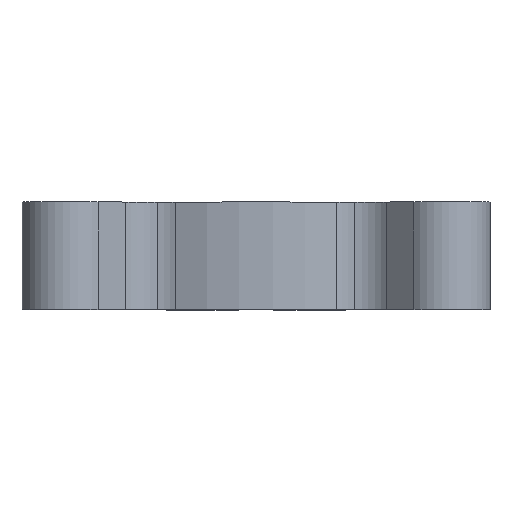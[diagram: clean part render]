
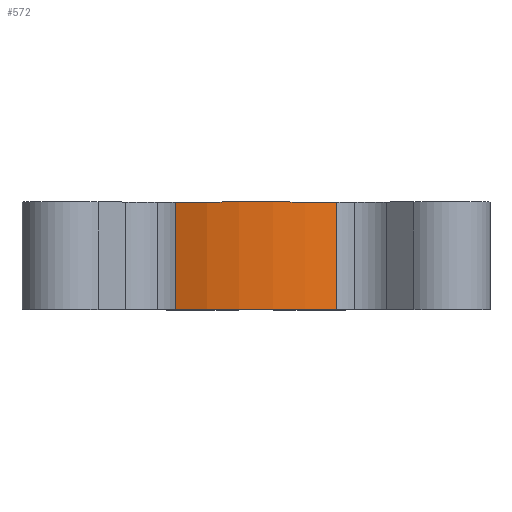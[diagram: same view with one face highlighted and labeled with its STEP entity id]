
A CAD part, top view. The second image highlights one B-rep face of the part: STEP entity #572.
In plain terms, the highlighted cylindrical face has radius 14.287 mm (diameter 28.575 mm), a partial arc.
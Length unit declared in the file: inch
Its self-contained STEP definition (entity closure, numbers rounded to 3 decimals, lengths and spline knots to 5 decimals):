
#19 = FACE_OUTER_BOUND ( 'NONE', #1155, .T. ) ;
#121 = EDGE_CURVE ( 'NONE', #1448, #1697, #1462, .T. ) ;
#158 = CARTESIAN_POINT ( 'NONE',  ( 0.22588, 0.3, 0.51515 ) ) ;
#179 = EDGE_CURVE ( 'NONE', #1697, #239, #1095, .T. ) ;
#189 = EDGE_CURVE ( 'NONE', #316, #239, #1718, .T. ) ;
#208 = DIRECTION ( 'NONE',  ( 0., 0., 1. ) ) ;
#218 = DIRECTION ( 'NONE',  ( 0., 1., 0. ) ) ;
#234 = CARTESIAN_POINT ( 'NONE',  ( 0., 0.3, 0. ) ) ;
#239 = VERTEX_POINT ( 'NONE', #158 ) ;
#251 = DIRECTION ( 'NONE',  ( 0., 1., 0. ) ) ;
#287 = VECTOR ( 'NONE', #218, 39.37008 ) ;
#292 = DIRECTION ( 'NONE',  ( 0., 1., 0. ) ) ;
#307 = CARTESIAN_POINT ( 'NONE',  ( 0.22588, 0.3, 0.51515 ) ) ;
#316 = VERTEX_POINT ( 'NONE', #1707 ) ;
#367 = DIRECTION ( 'NONE',  ( 0., 0., 1. ) ) ;
#379 = VECTOR ( 'NONE', #980, 39.37008 ) ;
#456 = CARTESIAN_POINT ( 'NONE',  ( 0., 0., 0. ) ) ;
#572 = ADVANCED_FACE ( 'NONE', ( #19 ), #724, .T. ) ;
#602 = ORIENTED_EDGE ( 'NONE', *, *, #121, .T. ) ;
#698 = AXIS2_PLACEMENT_3D ( 'NONE', #456, #292, #367 ) ;
#724 = CYLINDRICAL_SURFACE ( 'NONE', #1020, 0.5625 ) ;
#733 = CARTESIAN_POINT ( 'NONE',  ( 0.22588, 0., 0.51515 ) ) ;
#881 = EDGE_CURVE ( 'NONE', #316, #1448, #1455, .T. ) ;
#936 = CARTESIAN_POINT ( 'NONE',  ( 0., 0.3, 0. ) ) ;
#980 = DIRECTION ( 'NONE',  ( 0., -1., 0. ) ) ;
#991 = DIRECTION ( 'NONE',  ( 0., 0., -1. ) ) ;
#996 = AXIS2_PLACEMENT_3D ( 'NONE', #234, #251, #208 ) ;
#1020 = AXIS2_PLACEMENT_3D ( 'NONE', #936, #1027, #991 ) ;
#1027 = DIRECTION ( 'NONE',  ( 0., -1., 0. ) ) ;
#1095 = LINE ( 'NONE', #307, #287 ) ;
#1108 = CARTESIAN_POINT ( 'NONE',  ( -0.22588, 0.3, 0.51515 ) ) ;
#1155 = EDGE_LOOP ( 'NONE', ( #602, #1557, #1596, #1312 ) ) ;
#1312 = ORIENTED_EDGE ( 'NONE', *, *, #881, .T. ) ;
#1448 = VERTEX_POINT ( 'NONE', #1466 ) ;
#1455 = LINE ( 'NONE', #1108, #379 ) ;
#1462 = CIRCLE ( 'NONE', #698, 0.5625 ) ;
#1466 = CARTESIAN_POINT ( 'NONE',  ( -0.22588, 0., 0.51515 ) ) ;
#1557 = ORIENTED_EDGE ( 'NONE', *, *, #179, .T. ) ;
#1596 = ORIENTED_EDGE ( 'NONE', *, *, #189, .F. ) ;
#1697 = VERTEX_POINT ( 'NONE', #733 ) ;
#1707 = CARTESIAN_POINT ( 'NONE',  ( -0.22588, 0.3, 0.51515 ) ) ;
#1718 = CIRCLE ( 'NONE', #996, 0.5625 ) ;
